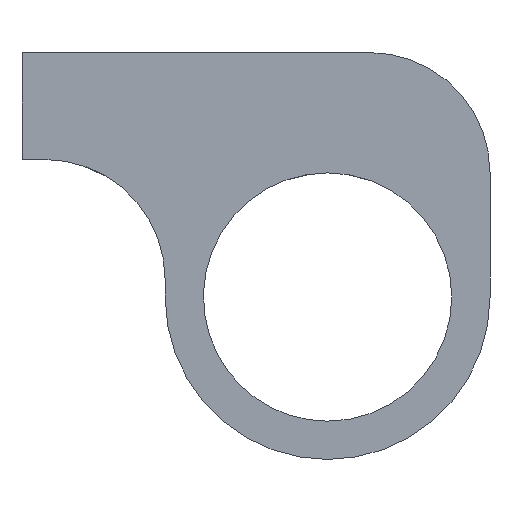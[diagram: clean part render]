
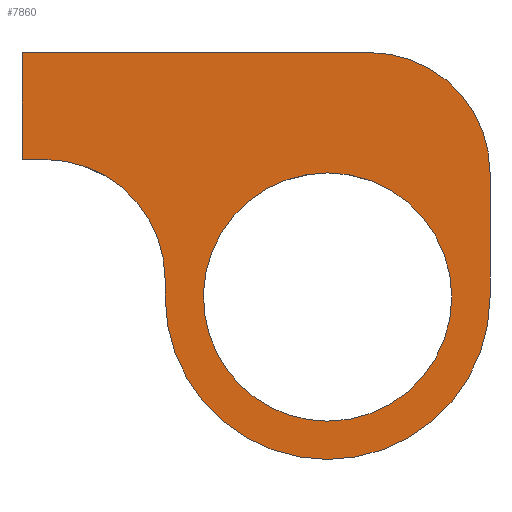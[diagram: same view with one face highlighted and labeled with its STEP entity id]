
A CAD part, left-side view. The second image highlights one B-rep face of the part: STEP entity #7860.
In plain terms, the highlighted face is planar.
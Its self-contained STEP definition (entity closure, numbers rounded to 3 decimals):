
#100=CARTESIAN_POINT('',(92.485,-31.517,-42.82)
);
#110=VERTEX_POINT('',#100);
#160=CARTESIAN_POINT('',(92.485,-31.517,
-18.135));
#170=DIRECTION('',(0.,0.,-1.));
#180=VECTOR('',#170,1.);
#190=LINE('',#160,#180);
#200=CARTESIAN_POINT('',(92.485,-31.517,-33.93)
);
#210=VERTEX_POINT('',#200);
#220=EDGE_CURVE('',#210,#110,#190,.T.);
#760=CARTESIAN_POINT('',(92.485,-46.219,-42.82)
);
#770=DIRECTION('',(0.,-1.,0.));
#780=VECTOR('',#770,1.);
#790=LINE('',#760,#780);
#800=CARTESIAN_POINT('',(92.485,-60.417,-42.82));
#810=VERTEX_POINT('',#800);
#820=EDGE_CURVE('',#110,#810,#790,.T.);
#1200=CARTESIAN_POINT('',(92.485,-70.417,-32.82))
;
#1210=VERTEX_POINT('',#1200);
#1240=CARTESIAN_POINT('',(92.485,-60.417,-32.82))
;
#1250=DIRECTION('',(-1.,0.,0.));
#1260=DIRECTION('',(0.,1.,0.));
#1270=AXIS2_PLACEMENT_3D('',#1240,#1250,#1260);
#1280=CIRCLE('',#1270,10.);
#1290=EDGE_CURVE('',#810,#1210,#1280,.T.);
#3700=CARTESIAN_POINT('',(92.485,-56.917,-22.5))
;
#3710=DIRECTION('',(-1.,0.,0.));
#3720=DIRECTION('',(0.,0.,1.));
#3730=AXIS2_PLACEMENT_3D('',#3700,#3710,#3720);
#3740=CIRCLE('',#3730,10.319);
#3750=CARTESIAN_POINT('',(92.485,-47.763,-17.738
));
#3760=VERTEX_POINT('',#3750);
#3770=CARTESIAN_POINT('',(92.485,-56.917,-32.819))
;
#3780=VERTEX_POINT('',#3770);
#3790=EDGE_CURVE('',#3760,#3780,#3740,.T.);
#6080=CARTESIAN_POINT('',(92.485,-56.917,-12.181))
;
#6090=VERTEX_POINT('',#6080);
#6120=EDGE_CURVE('',#6090,#3760,#3740,.T.);
#6340=CARTESIAN_POINT('',(92.485,-70.417,-22.5))
;
#6350=VERTEX_POINT('',#6340);
#6380=CARTESIAN_POINT('',(92.485,-70.417,
-18.135));
#6390=DIRECTION('',(0.,0.,-1.));
#6400=VECTOR('',#6390,1.);
#6410=LINE('',#6380,#6400);
#6420=EDGE_CURVE('',#6350,#1210,#6410,.T.);
#6680=CARTESIAN_POINT('',(92.485,-43.417,-22.5))
;
#6690=VERTEX_POINT('',#6680);
#6720=CARTESIAN_POINT('',(92.485,-56.917,-22.5))
;
#6730=DIRECTION('',(-1.,0.,0.));
#6740=DIRECTION('',(0.,1.,0.));
#6750=AXIS2_PLACEMENT_3D('',#6720,#6730,#6740);
#6760=CIRCLE('',#6750,13.5);
#6770=CARTESIAN_POINT('',(92.485,-56.917,
-9.));
#6780=VERTEX_POINT('',#6770);
#6790=EDGE_CURVE('',#6780,#6690,#6760,.T.);
#7040=CARTESIAN_POINT('',(92.485,-46.219,-33.93
));
#7050=DIRECTION('',(0.,1.,0.));
#7060=VECTOR('',#7050,1.);
#7070=LINE('',#7040,#7060);
#7080=CARTESIAN_POINT('',(92.485,-33.417,-33.93))
;
#7090=VERTEX_POINT('',#7080);
#7100=EDGE_CURVE('',#7090,#210,#7070,.T.);
#7260=CARTESIAN_POINT('',(92.485,-43.417,
-18.135));
#7270=DIRECTION('',(0.,0.,1.));
#7280=VECTOR('',#7270,1.);
#7290=LINE('',#7260,#7280);
#7300=CARTESIAN_POINT('',(92.485,-43.417,-23.93))
;
#7310=VERTEX_POINT('',#7300);
#7320=EDGE_CURVE('',#7310,#6690,#7290,.T.);
#7520=CARTESIAN_POINT('',(92.485,-17.233,
-36.009));
#7530=DIRECTION('',(1.,0.,0.));
#7540=DIRECTION('',(0.,-1.,0.));
#7550=AXIS2_PLACEMENT_3D('',#7520,#7530,#7540);
#7560=PLANE('',#7550);
#7570=EDGE_CURVE('',#3780,#6090,#3740,.T.);
#7580=ORIENTED_EDGE('',*,*,#7570,.T.);
#7590=ORIENTED_EDGE('',*,*,#3790,.T.);
#7600=ORIENTED_EDGE('',*,*,#6120,.T.);
#7610=EDGE_LOOP('',(#7600,#7590,#7580));
#7620=FACE_BOUND('',#7610,.T.);
#7630=ORIENTED_EDGE('',*,*,#1290,.F.);
#7640=ORIENTED_EDGE('',*,*,#6420,.T.);
#7650=CARTESIAN_POINT('',(92.485,-56.917,-22.5))
;
#7660=DIRECTION('',(1.,0.,0.));
#7670=DIRECTION('',(0.,-1.,0.));
#7680=AXIS2_PLACEMENT_3D('',#7650,#7660,#7670);
#7690=CIRCLE('',#7680,13.5);
#7700=EDGE_CURVE('',#6780,#6350,#7690,.T.);
#7710=ORIENTED_EDGE('',*,*,#7700,.T.);
#7720=ORIENTED_EDGE('',*,*,#6790,.F.);
#7730=ORIENTED_EDGE('',*,*,#7320,.T.);
#7740=CARTESIAN_POINT('',(92.485,-33.417,-23.93))
;
#7750=DIRECTION('',(-1.,0.,0.));
#7760=DIRECTION('',(0.,0.,1.));
#7770=AXIS2_PLACEMENT_3D('',#7740,#7750,#7760);
#7780=CIRCLE('',#7770,10.);
#7790=EDGE_CURVE('',#7090,#7310,#7780,.T.);
#7800=ORIENTED_EDGE('',*,*,#7790,.T.);
#7810=ORIENTED_EDGE('',*,*,#7100,.F.);
#7820=ORIENTED_EDGE('',*,*,#220,.F.);
#7830=ORIENTED_EDGE('',*,*,#820,.F.);
#7840=EDGE_LOOP('',(#7830,#7820,#7810,#7800,#7730,#7720,#7710,#7640,
#7630));
#7850=FACE_OUTER_BOUND('',#7840,.T.);
#7860=ADVANCED_FACE('',(#7620,#7850),#7560,.T.);
